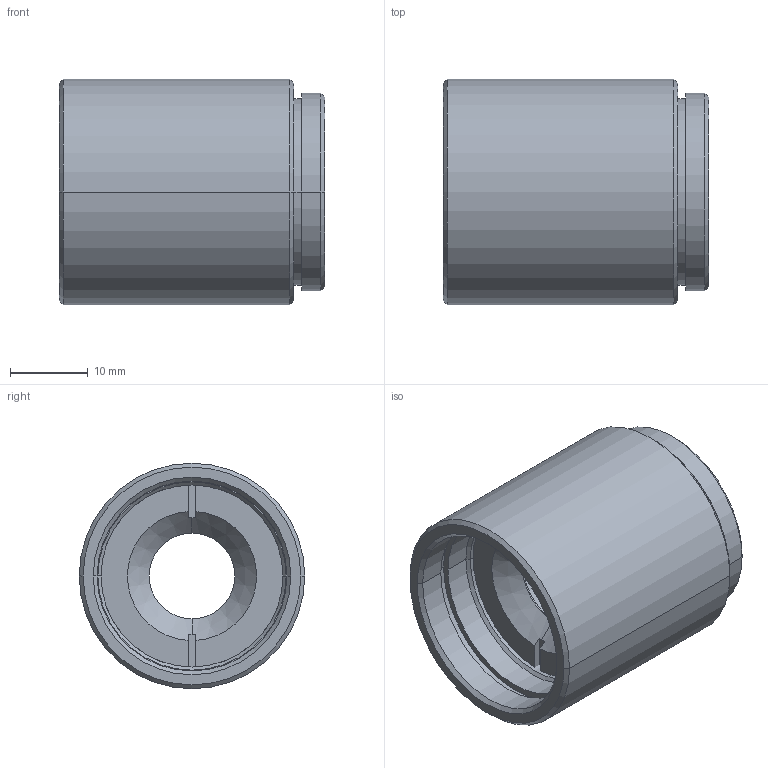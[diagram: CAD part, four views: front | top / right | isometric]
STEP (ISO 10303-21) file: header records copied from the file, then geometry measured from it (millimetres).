
FILE_DESCRIPTION (( 'STEP AP203' ), '1' );
FILE_NAME ('Web Model 36294_Default.step', '2018-07-24T18:06:41', ( '' ), ( '' ), 'SwSTEP 2.0', 'SolidWorks 2016', '' );
FILE_SCHEMA (( 'CONFIG_CONTROL_DESIGN' ));
Length unit declared in the file: millimetre
Products named in the file (1): Web Model 36294_Default
Bounding box: 34.16 x 29 x 29 mm (x, y, z)
Volume: 9941.9 mm3; surface area: 9456.3 mm2
Topology: 4 solids, 4 shells, 101 faces, 226 edges, 142 vertices
Faces by surface type: cylinder 40, plane 33, cone 28
Entity records: 2937 total; most frequent: DIRECTION 536, CARTESIAN_POINT 518, ORIENTED_EDGE 452, EDGE_CURVE 226, AXIS2_PLACEMENT_3D 224, VERTEX_POINT 142, CIRCLE 122, EDGE_LOOP 118
